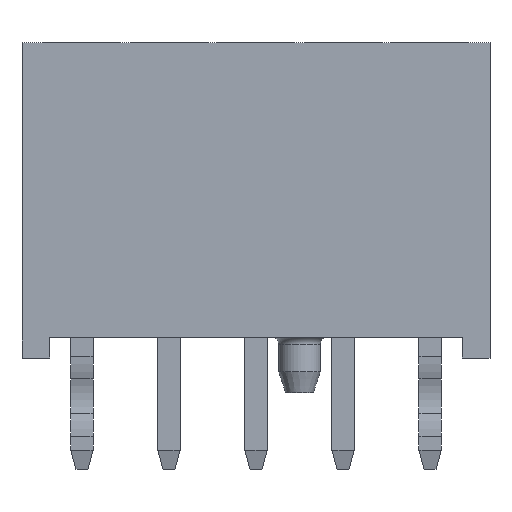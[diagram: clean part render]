
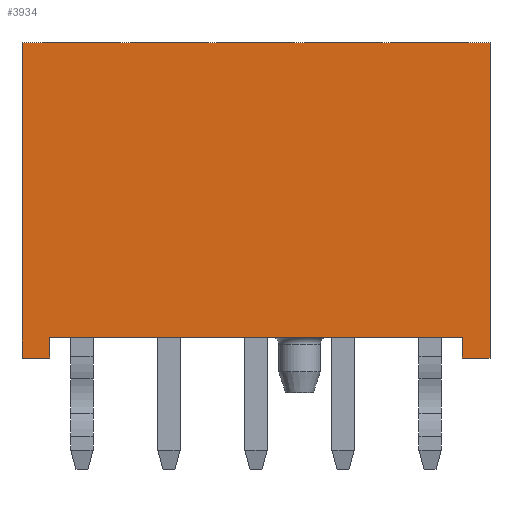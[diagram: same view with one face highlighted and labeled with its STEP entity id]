
A CAD part, front view. The second image highlights one B-rep face of the part: STEP entity #3934.
In plain terms, the highlighted planar face has unit normal (0, -1, 0).
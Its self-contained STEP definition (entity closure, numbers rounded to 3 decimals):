
#301=ORIENTED_EDGE('',*,*,#1401,.F.);
#302=ORIENTED_EDGE('',*,*,#1312,.F.);
#303=ORIENTED_EDGE('',*,*,#1400,.T.);
#304=ORIENTED_EDGE('',*,*,#1402,.F.);
#305=ORIENTED_EDGE('',*,*,#1403,.T.);
#306=ORIENTED_EDGE('',*,*,#1270,.T.);
#307=ORIENTED_EDGE('',*,*,#1404,.F.);
#308=ORIENTED_EDGE('',*,*,#1405,.F.);
#1270=EDGE_CURVE('',#1822,#1821,#2175,.T.);
#1312=EDGE_CURVE('',#1863,#1864,#2217,.T.);
#1400=EDGE_CURVE('',#1863,#1946,#2301,.T.);
#1401=EDGE_CURVE('',#1864,#1947,#2302,.T.);
#1402=EDGE_CURVE('',#1948,#1946,#2303,.T.);
#1403=EDGE_CURVE('',#1948,#1822,#2304,.T.);
#1404=EDGE_CURVE('',#1949,#1821,#2305,.T.);
#1405=EDGE_CURVE('',#1947,#1949,#2306,.T.);
#1821=VERTEX_POINT('',#5607);
#1822=VERTEX_POINT('',#5609);
#1863=VERTEX_POINT('',#5694);
#1864=VERTEX_POINT('',#5695);
#1946=VERTEX_POINT('',#5886);
#1947=VERTEX_POINT('',#5890);
#1948=VERTEX_POINT('',#5892);
#1949=VERTEX_POINT('',#5895);
#2175=LINE('',#5608,#2708);
#2217=LINE('',#5693,#2750);
#2301=LINE('',#5887,#2834);
#2302=LINE('',#5889,#2835);
#2303=LINE('',#5891,#2836);
#2304=LINE('',#5893,#2837);
#2305=LINE('',#5894,#2838);
#2306=LINE('',#5896,#2839);
#2708=VECTOR('',#4512,1000.);
#2750=VECTOR('',#4558,1000.);
#2834=VECTOR('',#4654,1000.);
#2835=VECTOR('',#4657,1000.);
#2836=VECTOR('',#4658,1000.);
#2837=VECTOR('',#4659,1000.);
#2838=VECTOR('',#4660,1000.);
#2839=VECTOR('',#4661,1000.);
#3225=EDGE_LOOP('',(#301,#302,#303,#304,#305,#306,#307,#308));
#3487=FACE_BOUND('',#3225,.T.);
#3718=PLANE('',#4199);
#3934=ADVANCED_FACE('',(#3487),#3718,.F.);
#4199=AXIS2_PLACEMENT_3D('',#5888,#4655,#4656);
#4512=DIRECTION('',(1.,0.,0.));
#4558=DIRECTION('',(1.,0.,0.));
#4654=DIRECTION('',(0.,0.,-1.));
#4655=DIRECTION('',(0.,1.,0.));
#4656=DIRECTION('',(-1.,0.,0.));
#4657=DIRECTION('',(0.,0.,-1.));
#4658=DIRECTION('',(-1.,0.,0.));
#4659=DIRECTION('',(0.,0.,1.));
#4660=DIRECTION('',(0.,0.,1.));
#4661=DIRECTION('',(-1.,0.,0.));
#5607=CARTESIAN_POINT('',(5.92,-2.99,0.));
#5608=CARTESIAN_POINT('',(-6.72,-2.99,0.));
#5609=CARTESIAN_POINT('',(-5.92,-2.99,0.));
#5693=CARTESIAN_POINT('',(-6.72,-2.99,8.46));
#5694=CARTESIAN_POINT('',(-6.72,-2.99,8.46));
#5695=CARTESIAN_POINT('',(6.72,-2.99,8.46));
#5886=CARTESIAN_POINT('',(-6.72,-2.99,-0.6));
#5887=CARTESIAN_POINT('',(-6.72,-2.99,8.46));
#5888=CARTESIAN_POINT('',(-6.72,-2.99,8.46));
#5889=CARTESIAN_POINT('',(6.72,-2.99,8.46));
#5890=CARTESIAN_POINT('',(6.72,-2.99,-0.6));
#5891=CARTESIAN_POINT('',(-5.92,-2.99,-0.6));
#5892=CARTESIAN_POINT('',(-5.92,-2.99,-0.6));
#5893=CARTESIAN_POINT('',(-5.92,-2.99,-0.6));
#5894=CARTESIAN_POINT('',(5.92,-2.99,-0.6));
#5895=CARTESIAN_POINT('',(5.92,-2.99,-0.6));
#5896=CARTESIAN_POINT('',(6.72,-2.99,-0.6));
